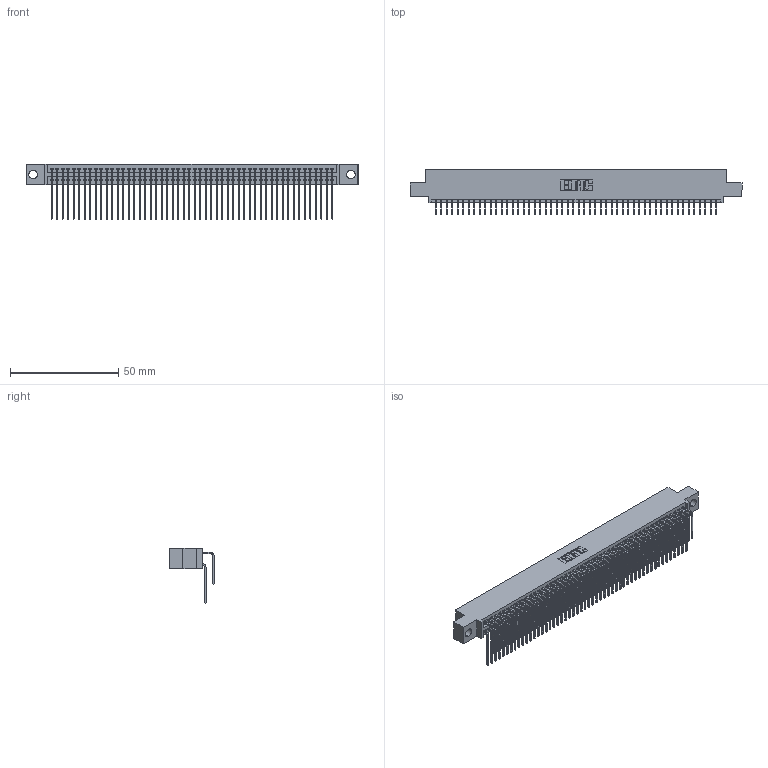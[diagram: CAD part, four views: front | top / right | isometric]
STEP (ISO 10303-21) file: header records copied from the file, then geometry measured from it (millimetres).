
FILE_DESCRIPTION (( 'STEP AP203' ), '1' );
FILE_NAME ('345-104-559-504.STEP', '2018-10-06T01:50:50', ( '' ), ( '' ), 'SwSTEP 2.0', 'SolidWorks 2016', '' );
FILE_SCHEMA (( 'CONFIG_CONTROL_DESIGN' ));
Length unit declared in the file: inch
Products named in the file (4): 345-292-001_558 559 Tail - 1; 345-104-559-504; 345 Part_0.110 Offset - 0.156 Dia-TH; 345-292-001_559 Tail - 2
Assembly tree (105 placements, depth 2):
  345-104-559-504
    345 Part_0.110 Offset - 0.156 Dia-TH
    345-292-001_558 559 Tail - 1  x52
    345-292-001_559 Tail - 2  x52
Bounding box: 153.29 x 20.56 x 25.53 mm (x, y, z)
Volume: 15422.2 mm3; surface area: 25719.4 mm2
Topology: 105 solids, 105 shells, 5538 faces, 16473 edges, 10842 vertices
Faces by surface type: plane 3724, cylinder 1814
Entity records: 41241 total; most frequent: CARTESIAN_POINT 6951, ORIENTED_EDGE 6834, DIRECTION 6089, EDGE_CURVE 3417, VECTOR 3037, LINE 3037, VERTEX_POINT 2274, AXIS2_PLACEMENT_3D 1526
